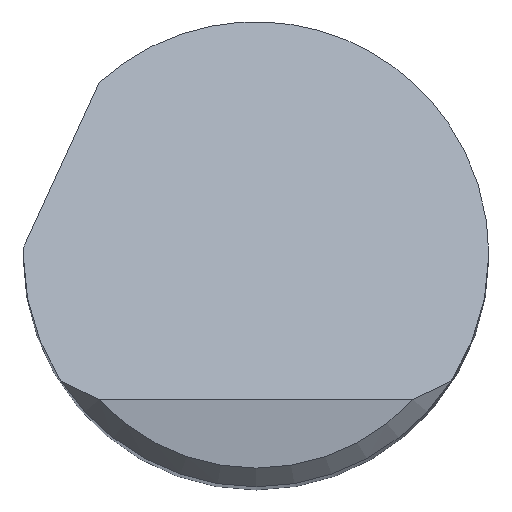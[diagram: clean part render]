
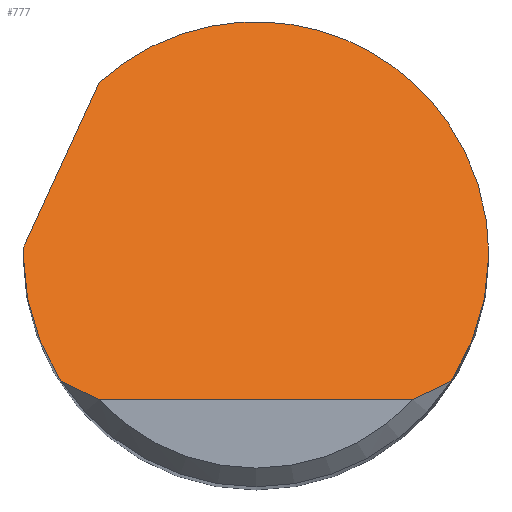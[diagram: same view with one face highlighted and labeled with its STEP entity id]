
A CAD part, top view. The second image highlights one B-rep face of the part: STEP entity #777.
In plain terms, the highlighted planar face has unit normal (0, 0.707, 0.707).
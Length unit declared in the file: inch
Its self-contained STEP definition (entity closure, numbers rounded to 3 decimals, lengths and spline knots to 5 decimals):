
#2 =( BOUNDED_CURVE ( )  B_SPLINE_CURVE ( 3, ( #215, #137, #346, #73 ),
 .UNSPECIFIED., .F., .F. ) 
 B_SPLINE_CURVE_WITH_KNOTS ( ( 4, 4 ),
 ( 4.71239, 4.73906 ),
 .UNSPECIFIED. ) 
 CURVE ( )  GEOMETRIC_REPRESENTATION_ITEM ( )  RATIONAL_B_SPLINE_CURVE ( ( 1., 1., 1., 1. ) ) 
 REPRESENTATION_ITEM ( '' )  );
#25 = ORIENTED_EDGE ( 'NONE', *, *, #81, .T. ) ;
#26 = EDGE_CURVE ( 'NONE', #97, #295, #639, .T. ) ;
#30 = CARTESIAN_POINT ( 'NONE',  ( 0.17704, -0.0718, 3.4543 ) ) ;
#51 = CARTESIAN_POINT ( 'NONE',  ( 0.14711, -0.10785, 3.49035 ) ) ;
#58 = CARTESIAN_POINT ( 'NONE',  ( -0.157, -0.1025, 3.485 ) ) ;
#73 = CARTESIAN_POINT ( 'NONE',  ( -0.18743, 0.005, 3.3775 ) ) ;
#81 = EDGE_CURVE ( 'NONE', #761, #646, #885, .T. ) ;
#88 = CARTESIAN_POINT ( 'NONE',  ( -0.157, -0.1025, 3.485 ) ) ;
#97 = VERTEX_POINT ( 'NONE', #58 ) ;
#137 = CARTESIAN_POINT ( 'NONE',  ( -0.1875, 0.00167, 3.38083 ) ) ;
#175 = CARTESIAN_POINT ( 'NONE',  ( 0.157, -0.1025, 3.485 ) ) ;
#189 = CARTESIAN_POINT ( 'NONE',  ( -0.23821, -0.10589, 3.48839 ) ) ;
#198 = VERTEX_POINT ( 'NONE', #842 ) ;
#215 = CARTESIAN_POINT ( 'NONE',  ( -0.1875, 0., 3.3825 ) ) ;
#227 = CARTESIAN_POINT ( 'NONE',  ( 0.1875, 0., 3.3825 ) ) ;
#234 = CARTESIAN_POINT ( 'NONE',  ( 0.12629, -0.1175, 3.5 ) ) ;
#235 = CARTESIAN_POINT ( 'NONE',  ( -0.1875, 0., 3.3825 ) ) ;
#239 = CARTESIAN_POINT ( 'NONE',  ( -0.18743, 0.005, 3.3775 ) ) ;
#253 = CARTESIAN_POINT ( 'NONE',  ( -0.14711, -0.10785, 3.49035 ) ) ;
#263 = CARTESIAN_POINT ( 'NONE',  ( -0.1369, -0.11288, 3.49538 ) ) ;
#264 = CARTESIAN_POINT ( 'NONE',  ( -0.1875, -0.03666, 3.41916 ) ) ;
#275 = B_SPLINE_CURVE_WITH_KNOTS ( 'NONE', 3,
 ( #540, #797, #51, #175 ),
 .UNSPECIFIED., .F., .F.,
 ( 4, 4 ),
 ( 0., 0.00095 ),
 .UNSPECIFIED. ) ;
#295 = VERTEX_POINT ( 'NONE', #235 ) ;
#302 = EDGE_CURVE ( 'NONE', #198, #631, #839, .T. ) ;
#311 = CARTESIAN_POINT ( 'NONE',  ( 0.1875, 0., 3.3825 ) ) ;
#316 = ORIENTED_EDGE ( 'NONE', *, *, #302, .F. ) ;
#319 = VERTEX_POINT ( 'NONE', #387 ) ;
#322 = VERTEX_POINT ( 'NONE', #239 ) ;
#323 = B_SPLINE_CURVE_WITH_KNOTS ( 'NONE', 3,
 ( #490, #253, #263, #415 ),
 .UNSPECIFIED., .F., .F.,
 ( 4, 4 ),
 ( 0., 0.00095 ),
 .UNSPECIFIED. ) ;
#346 = CARTESIAN_POINT ( 'NONE',  ( -0.18748, 0.00333, 3.37917 ) ) ;
#387 = CARTESIAN_POINT ( 'NONE',  ( 0.157, -0.1025, 3.485 ) ) ;
#414 = EDGE_CURVE ( 'NONE', #97, #761, #323, .T. ) ;
#415 = CARTESIAN_POINT ( 'NONE',  ( -0.12629, -0.1175, 3.5 ) ) ;
#421 = DIRECTION ( 'NONE',  ( 1., 0., 0. ) ) ;
#422 = EDGE_CURVE ( 'NONE', #631, #319, #802, .T. ) ;
#431 = EDGE_CURVE ( 'NONE', #646, #319, #275, .T. ) ;
#435 = CARTESIAN_POINT ( 'NONE',  ( -0.1875, -0.1175, 3.5 ) ) ;
#442 = EDGE_CURVE ( 'NONE', #322, #198, #669, .T. ) ;
#459 = CARTESIAN_POINT ( 'NONE',  ( -0.12625, 0.13863, 3.24387 ) ) ;
#461 = VECTOR ( 'NONE', #421, 39.37008 ) ;
#462 = AXIS2_PLACEMENT_3D ( 'NONE', #435, #562, #499 ) ;
#481 = CARTESIAN_POINT ( 'NONE',  ( -0.17704, -0.0718, 3.4543 ) ) ;
#485 = PLANE ( 'NONE',  #462 ) ;
#489 = FACE_OUTER_BOUND ( 'NONE', #517, .T. ) ;
#490 = CARTESIAN_POINT ( 'NONE',  ( -0.157, -0.1025, 3.485 ) ) ;
#499 = DIRECTION ( 'NONE',  ( 0., 0.707, -0.707 ) ) ;
#517 = EDGE_LOOP ( 'NONE', ( #25, #616, #721, #316, #734, #675, #788, #768 ) ) ;
#530 = CARTESIAN_POINT ( 'NONE',  ( 0.014, 0.26635, 3.11615 ) ) ;
#540 = CARTESIAN_POINT ( 'NONE',  ( 0.12629, -0.1175, 3.5 ) ) ;
#559 = CARTESIAN_POINT ( 'NONE',  ( -0.1875, 0., 3.3825 ) ) ;
#562 = DIRECTION ( 'NONE',  ( 0., -0.707, -0.707 ) ) ;
#566 = EDGE_CURVE ( 'NONE', #295, #322, #2, .T. ) ;
#616 = ORIENTED_EDGE ( 'NONE', *, *, #431, .T. ) ;
#620 = CARTESIAN_POINT ( 'NONE',  ( 0., -0.1175, 3.5 ) ) ;
#631 = VERTEX_POINT ( 'NONE', #227 ) ;
#633 = CARTESIAN_POINT ( 'NONE',  ( -0.12629, -0.1175, 3.5 ) ) ;
#639 =( BOUNDED_CURVE ( )  B_SPLINE_CURVE ( 3, ( #88, #481, #264, #559 ),
 .UNSPECIFIED., .F., .F. ) 
 B_SPLINE_CURVE_WITH_KNOTS ( ( 4, 4 ),
 ( 4.13401, 4.71239 ),
 .UNSPECIFIED. ) 
 CURVE ( )  GEOMETRIC_REPRESENTATION_ITEM ( )  RATIONAL_B_SPLINE_CURVE ( ( 1., 0.972, 0.972, 1. ) ) 
 REPRESENTATION_ITEM ( '' )  );
#646 = VERTEX_POINT ( 'NONE', #234 ) ;
#669 = LINE ( 'NONE', #189, #781 ) ;
#672 = DIRECTION ( 'NONE',  ( 0.308, 0.673, -0.673 ) ) ;
#675 = ORIENTED_EDGE ( 'NONE', *, *, #566, .F. ) ;
#721 = ORIENTED_EDGE ( 'NONE', *, *, #422, .F. ) ;
#729 = CARTESIAN_POINT ( 'NONE',  ( 0.1875, 0.18969, 3.19281 ) ) ;
#733 = CARTESIAN_POINT ( 'NONE',  ( 0.157, -0.1025, 3.485 ) ) ;
#734 = ORIENTED_EDGE ( 'NONE', *, *, #442, .F. ) ;
#744 = CARTESIAN_POINT ( 'NONE',  ( 0.1875, 0., 3.3825 ) ) ;
#761 = VERTEX_POINT ( 'NONE', #633 ) ;
#768 = ORIENTED_EDGE ( 'NONE', *, *, #414, .T. ) ;
#777 = ADVANCED_FACE ( 'NONE', ( #489 ), #485, .F. ) ;
#781 = VECTOR ( 'NONE', #672, 39.37008 ) ;
#788 = ORIENTED_EDGE ( 'NONE', *, *, #26, .F. ) ;
#797 = CARTESIAN_POINT ( 'NONE',  ( 0.1369, -0.11288, 3.49538 ) ) ;
#802 =( BOUNDED_CURVE ( )  B_SPLINE_CURVE ( 3, ( #744, #872, #30, #733 ),
 .UNSPECIFIED., .F., .F. ) 
 B_SPLINE_CURVE_WITH_KNOTS ( ( 4, 4 ),
 ( 1.5708, 2.14917 ),
 .UNSPECIFIED. ) 
 CURVE ( )  GEOMETRIC_REPRESENTATION_ITEM ( )  RATIONAL_B_SPLINE_CURVE ( ( 1., 0.972, 0.972, 1. ) ) 
 REPRESENTATION_ITEM ( '' )  );
#839 =( BOUNDED_CURVE ( )  B_SPLINE_CURVE ( 3, ( #459, #530, #729, #311 ),
 .UNSPECIFIED., .F., .F. ) 
 B_SPLINE_CURVE_WITH_KNOTS ( ( 4, 4 ),
 ( 5.54449, 7.85398 ),
 .UNSPECIFIED. ) 
 CURVE ( )  GEOMETRIC_REPRESENTATION_ITEM ( )  RATIONAL_B_SPLINE_CURVE ( ( 1., 0.603, 0.603, 1. ) ) 
 REPRESENTATION_ITEM ( '' )  );
#842 = CARTESIAN_POINT ( 'NONE',  ( -0.12625, 0.13863, 3.24387 ) ) ;
#872 = CARTESIAN_POINT ( 'NONE',  ( 0.1875, -0.03666, 3.41916 ) ) ;
#885 = LINE ( 'NONE', #620, #461 ) ;
